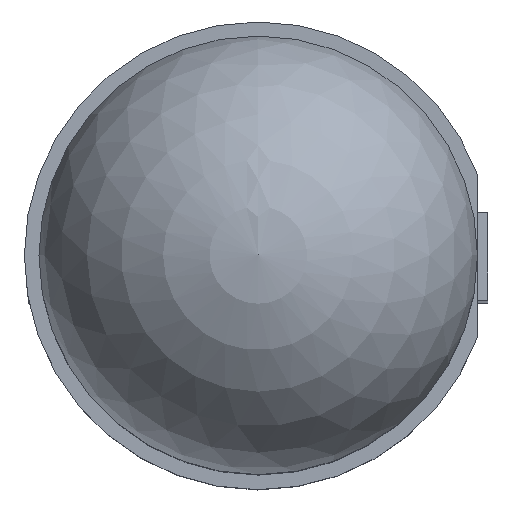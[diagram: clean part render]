
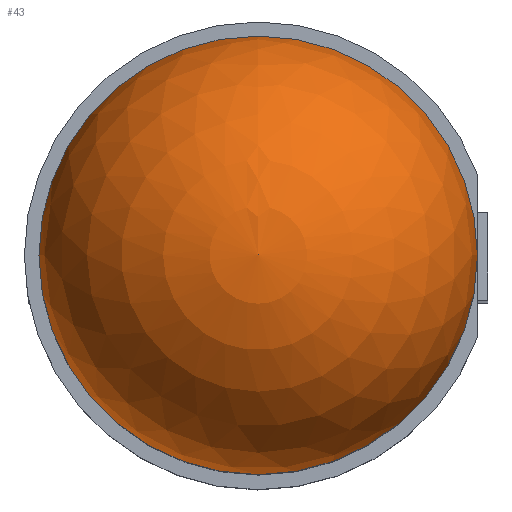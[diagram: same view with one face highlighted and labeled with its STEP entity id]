
A CAD part, top view. The second image highlights one B-rep face of the part: STEP entity #43.
In plain terms, the highlighted spherical face has radius 1.5 mm.
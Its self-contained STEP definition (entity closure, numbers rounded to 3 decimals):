
#43 = ADVANCED_FACE('',(#44),#65,.T.);
#44 = FACE_BOUND('',#45,.F.);
#45 = EDGE_LOOP('',(#46,#55,#64));
#46 = ORIENTED_EDGE('',*,*,#47,.T.);
#47 = EDGE_CURVE('',#48,#48,#50,.T.);
#48 = VERTEX_POINT('',#49);
#49 = CARTESIAN_POINT('',(0.,1.5,
    3.));
#50 = CIRCLE('',#51,1.5);
#51 = AXIS2_PLACEMENT_3D('',#52,#53,#54);
#52 = CARTESIAN_POINT('',(0.,0.,
    3.));
#53 = DIRECTION('',(0.,0.,-1.));
#54 = DIRECTION('',(0.,1.,0.));
#55 = ORIENTED_EDGE('',*,*,#56,.T.);
#56 = EDGE_CURVE('',#48,#57,#59,.T.);
#57 = VERTEX_POINT('',#58);
#58 = CARTESIAN_POINT('',(0.,0.,4.5));
#59 = CIRCLE('',#60,1.5);
#60 = AXIS2_PLACEMENT_3D('',#61,#62,#63);
#61 = CARTESIAN_POINT('',(0.,0.,3.));
#62 = DIRECTION('',(1.,0.,0.));
#63 = DIRECTION('',(0.,1.,0.));
#64 = ORIENTED_EDGE('',*,*,#56,.F.);
#65 = SPHERICAL_SURFACE('',#66,1.5);
#66 = AXIS2_PLACEMENT_3D('',#67,#68,#69);
#67 = CARTESIAN_POINT('',(0.,0.,3.));
#68 = DIRECTION('',(0.,0.,1.));
#69 = DIRECTION('',(0.,1.,0.));
